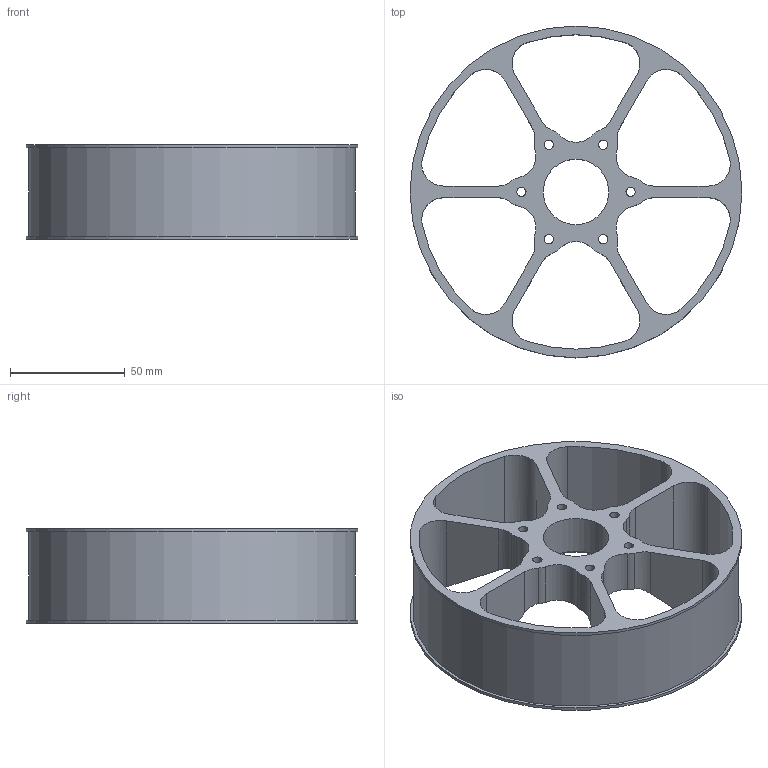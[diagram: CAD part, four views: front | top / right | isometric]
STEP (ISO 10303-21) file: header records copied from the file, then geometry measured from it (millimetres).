
FILE_DESCRIPTION (( 'STEP AP214' ), '1' );
FILE_NAME ('am-4178 6in Perf 1.5wide 1.125 Bearing.STEP', '2019-10-11T14:14:12', ( '' ), ( '' ), 'SwSTEP 2.0', 'SolidWorks 2019', '' );
FILE_SCHEMA (( 'AUTOMOTIVE_DESIGN' ));
Length unit declared in the file: inch
Products named in the file (1): am-4178 6in Perf 1.5wide 1.125 Bearing
Bounding box: 144.78 x 144.78 x 41.27 mm (x, y, z)
Volume: 123300 mm3; surface area: 63271.6 mm2
Topology: 1 solids, 1 shells, 89 faces, 256 edges, 167 vertices
Faces by surface type: cylinder 59, plane 18, cone 6, torus 6
Full cylindrical faces by diameter (mm): 4.039 x6, 28.575 x1, 31.75 x1, 142.24 x1, 144.78 x2
Entity records: 3444 total; most frequent: CARTESIAN_POINT 1004, ORIENTED_EDGE 488, DIRECTION 476, EDGE_CURVE 244, AXIS2_PLACEMENT_3D 202, VERTEX_POINT 166, EDGE_LOOP 124, CIRCLE 112
